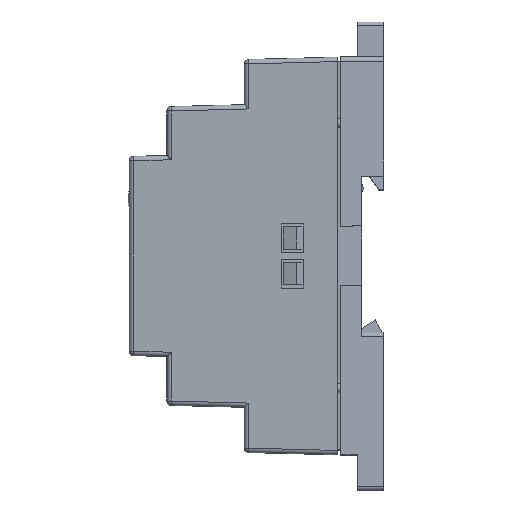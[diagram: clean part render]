
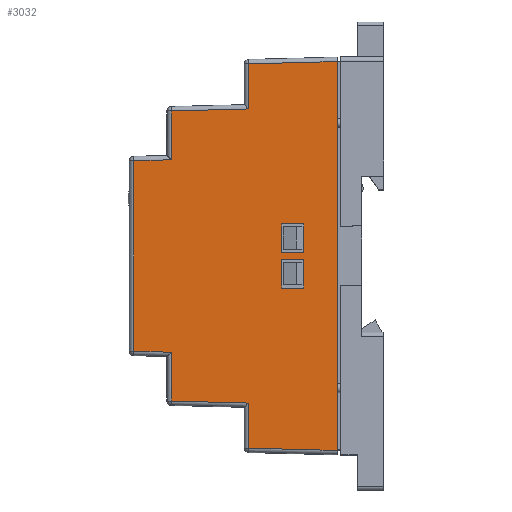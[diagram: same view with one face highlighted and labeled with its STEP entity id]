
A CAD part, left-side view. The second image highlights one B-rep face of the part: STEP entity #3032.
In plain terms, the highlighted face is planar.
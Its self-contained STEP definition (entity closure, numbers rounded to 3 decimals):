
#3032=ADVANCED_FACE('',(#16485,#16487,#16489),#16491,.T.);
#16485=FACE_BOUND('',#16486,.T.);
#16486=EDGE_LOOP('',(#28526,#28527,#28528,#28529,#28530,#28531,#28532,#28533,#28534,
#28535,#28536,#28537,#28538,#28539));
#16487=FACE_BOUND('',#16488,.T.);
#16488=EDGE_LOOP('',(#28540,#28541,#28542,#28543));
#16489=FACE_BOUND('',#16490,.T.);
#16490=EDGE_LOOP('',(#28544,#28545,#28546,#28547));
#16491=PLANE('',#16492);
#16492=AXIS2_PLACEMENT_3D('',#16493,#16494,#16495);
#16493=CARTESIAN_POINT('',(-18.481,-103.119,-44.357));
#16494=DIRECTION('',(-1.,0.009,0.));
#16495=DIRECTION('',(0.,0.,1.));
#28526=ORIENTED_EDGE('',*,*,#36694,.F.);
#28527=ORIENTED_EDGE('',*,*,#36695,.T.);
#28528=ORIENTED_EDGE('',*,*,#36696,.T.);
#28529=ORIENTED_EDGE('',*,*,#36697,.F.);
#28530=ORIENTED_EDGE('',*,*,#36698,.T.);
#28531=ORIENTED_EDGE('',*,*,#36699,.F.);
#28532=ORIENTED_EDGE('',*,*,#36700,.T.);
#28533=ORIENTED_EDGE('',*,*,#36032,.F.);
#28534=ORIENTED_EDGE('',*,*,#36701,.F.);
#28535=ORIENTED_EDGE('',*,*,#36702,.F.);
#28536=ORIENTED_EDGE('',*,*,#36703,.F.);
#28537=ORIENTED_EDGE('',*,*,#36704,.F.);
#28538=ORIENTED_EDGE('',*,*,#36705,.F.);
#28539=ORIENTED_EDGE('',*,*,#36706,.T.);
#28540=ORIENTED_EDGE('',*,*,#36707,.T.);
#28541=ORIENTED_EDGE('',*,*,#36708,.T.);
#28542=ORIENTED_EDGE('',*,*,#36709,.T.);
#28543=ORIENTED_EDGE('',*,*,#36710,.T.);
#28544=ORIENTED_EDGE('',*,*,#36711,.T.);
#28545=ORIENTED_EDGE('',*,*,#36712,.T.);
#28546=ORIENTED_EDGE('',*,*,#36713,.T.);
#28547=ORIENTED_EDGE('',*,*,#36714,.T.);
#36032=EDGE_CURVE('',#40771,#40769,#40773,.T.);
#36694=EDGE_CURVE('',#41774,#41775,#41776,.T.);
#36695=EDGE_CURVE('',#41774,#41777,#41778,.T.);
#36696=EDGE_CURVE('',#41777,#41779,#41780,.T.);
#36697=EDGE_CURVE('',#41781,#41779,#41782,.T.);
#36698=EDGE_CURVE('',#41781,#41783,#41784,.T.);
#36699=EDGE_CURVE('',#41785,#41783,#41786,.T.);
#36700=EDGE_CURVE('',#41785,#40769,#41787,.T.);
#36701=EDGE_CURVE('',#41788,#40771,#41789,.T.);
#36702=EDGE_CURVE('',#41790,#41788,#41791,.T.);
#36703=EDGE_CURVE('',#41792,#41790,#41793,.T.);
#36704=EDGE_CURVE('',#41794,#41792,#41795,.T.);
#36705=EDGE_CURVE('',#41796,#41794,#41797,.T.);
#36706=EDGE_CURVE('',#41796,#41775,#41798,.T.);
#36707=EDGE_CURVE('',#41799,#41800,#41801,.T.);
#36708=EDGE_CURVE('',#41800,#41802,#41803,.T.);
#36709=EDGE_CURVE('',#41802,#41804,#41805,.T.);
#36710=EDGE_CURVE('',#41804,#41799,#41806,.T.);
#36711=EDGE_CURVE('',#41807,#41808,#41809,.T.);
#36712=EDGE_CURVE('',#41808,#41810,#41811,.T.);
#36713=EDGE_CURVE('',#41810,#41812,#41813,.T.);
#36714=EDGE_CURVE('',#41812,#41807,#41814,.T.);
#40769=VERTEX_POINT('',#48777);
#40771=VERTEX_POINT('',#48782);
#40773=LINE('',#48787,#48788);
#41774=VERTEX_POINT('',#51133);
#41775=VERTEX_POINT('',#51134);
#41776=LINE('',#51135,#51136);
#41777=VERTEX_POINT('',#51138);
#41778=LINE('',#51139,#51140);
#41779=VERTEX_POINT('',#51142);
#41780=LINE('',#51143,#51144);
#41781=VERTEX_POINT('',#51146);
#41782=LINE('',#51147,#51148);
#41783=VERTEX_POINT('',#51150);
#41784=LINE('',#51151,#51152);
#41785=VERTEX_POINT('',#51154);
#41786=LINE('',#51155,#51156);
#41787=LINE('',#51158,#51159);
#41788=VERTEX_POINT('',#51161);
#41789=LINE('',#51162,#51163);
#41790=VERTEX_POINT('',#51165);
#41791=LINE('',#51166,#51167);
#41792=VERTEX_POINT('',#51169);
#41793=LINE('',#51170,#51171);
#41794=VERTEX_POINT('',#51173);
#41795=LINE('',#51174,#51175);
#41796=VERTEX_POINT('',#51177);
#41797=LINE('',#51178,#51179);
#41798=LINE('',#51181,#51182);
#41799=VERTEX_POINT('',#51184);
#41800=VERTEX_POINT('',#51185);
#41801=LINE('',#51186,#51187);
#41802=VERTEX_POINT('',#51189);
#41803=LINE('',#51190,#51191);
#41804=VERTEX_POINT('',#51193);
#41805=LINE('',#51194,#51195);
#41806=LINE('',#51197,#51198);
#41807=VERTEX_POINT('',#51200);
#41808=VERTEX_POINT('',#51201);
#41809=LINE('',#51202,#51203);
#41810=VERTEX_POINT('',#51205);
#41811=LINE('',#51206,#51207);
#41812=VERTEX_POINT('',#51209);
#41813=LINE('',#51210,#51211);
#41814=LINE('',#51213,#51214);
#48777=CARTESIAN_POINT('',(-17.141,50.508,22.196));
#48782=CARTESIAN_POINT('',(-17.141,50.508,-20.91));
#48787=CARTESIAN_POINT('',(-17.141,50.508,-20.91));
#48788=VECTOR('',#48789,1.);
#48789=DIRECTION('',(0.,0.,1.));
#51133=CARTESIAN_POINT('',(-17.542,4.499,-28.799));
#51134=CARTESIAN_POINT('',(-17.542,4.499,-29.772));
#51135=CARTESIAN_POINT('',(-17.542,4.499,-28.799));
#51136=VECTOR('',#51137,1.);
#51137=DIRECTION('',(0.,0.,-1.));
#51138=CARTESIAN_POINT('',(-17.542,4.499,44.643));
#51139=CARTESIAN_POINT('',(-17.542,4.499,-28.799));
#51140=VECTOR('',#51141,1.);
#51141=DIRECTION('',(0.,0.,1.));
#51142=CARTESIAN_POINT('',(-17.368,24.508,44.119));
#51143=CARTESIAN_POINT('',(-17.542,4.499,44.643));
#51144=VECTOR('',#51145,1.);
#51145=DIRECTION('',(0.009,1.,-0.026));
#51146=CARTESIAN_POINT('',(-17.368,24.508,33.919));
#51147=CARTESIAN_POINT('',(-17.368,24.508,33.919));
#51148=VECTOR('',#51149,1.);
#51149=DIRECTION('',(0.,0.,1.));
#51150=CARTESIAN_POINT('',(-17.215,42.008,33.46));
#51151=CARTESIAN_POINT('',(-17.368,24.508,33.919));
#51152=VECTOR('',#51153,1.);
#51153=DIRECTION('',(0.009,1.,-0.026));
#51154=CARTESIAN_POINT('',(-17.215,42.008,22.419));
#51155=CARTESIAN_POINT('',(-17.215,42.008,22.419));
#51156=VECTOR('',#51157,1.);
#51157=DIRECTION('',(0.,0.,1.));
#51158=CARTESIAN_POINT('',(-17.215,42.008,22.419));
#51159=VECTOR('',#51160,1.);
#51160=DIRECTION('',(0.009,1.,-0.026));
#51161=CARTESIAN_POINT('',(-17.215,42.008,-21.133));
#51162=CARTESIAN_POINT('',(-17.215,42.008,-21.133));
#51163=VECTOR('',#51164,1.);
#51164=DIRECTION('',(0.009,1.,0.026));
#51165=CARTESIAN_POINT('',(-17.215,42.008,-32.175));
#51166=CARTESIAN_POINT('',(-17.215,42.008,-32.175));
#51167=VECTOR('',#51168,1.);
#51168=DIRECTION('',(0.,0.,1.));
#51169=CARTESIAN_POINT('',(-17.368,24.508,-32.633));
#51170=CARTESIAN_POINT('',(-17.368,24.508,-32.633));
#51171=VECTOR('',#51172,1.);
#51172=DIRECTION('',(0.009,1.,0.026));
#51173=CARTESIAN_POINT('',(-17.368,24.508,-42.833));
#51174=CARTESIAN_POINT('',(-17.368,24.508,-42.833));
#51175=VECTOR('',#51176,1.);
#51176=DIRECTION('',(0.,0.,1.));
#51177=CARTESIAN_POINT('',(-17.542,4.499,-43.357));
#51178=CARTESIAN_POINT('',(-17.542,4.499,-43.357));
#51179=VECTOR('',#51180,1.);
#51180=DIRECTION('',(0.009,1.,0.026));
#51181=CARTESIAN_POINT('',(-17.542,4.499,-43.357));
#51182=VECTOR('',#51183,1.);
#51183=DIRECTION('',(0.,0.,1.));
#51184=CARTESIAN_POINT('',(-17.433,16.999,-6.607));
#51185=CARTESIAN_POINT('',(-17.433,16.999,-0.107));
#51186=CARTESIAN_POINT('',(-17.433,16.999,-6.607));
#51187=VECTOR('',#51188,1.);
#51188=DIRECTION('',(0.,0.,1.));
#51189=CARTESIAN_POINT('',(-17.477,11.999,-0.107));
#51190=CARTESIAN_POINT('',(-17.433,16.999,-0.107));
#51191=VECTOR('',#51192,1.);
#51192=DIRECTION('',(-0.009,-1.,0.));
#51193=CARTESIAN_POINT('',(-17.477,11.999,-6.607));
#51194=CARTESIAN_POINT('',(-17.477,11.999,-0.107));
#51195=VECTOR('',#51196,1.);
#51196=DIRECTION('',(0.,0.,-1.));
#51197=CARTESIAN_POINT('',(-17.477,11.999,-6.607));
#51198=VECTOR('',#51199,1.);
#51199=DIRECTION('',(0.009,1.,0.));
#51200=CARTESIAN_POINT('',(-17.433,16.999,1.393));
#51201=CARTESIAN_POINT('',(-17.433,16.999,7.893));
#51202=CARTESIAN_POINT('',(-17.433,16.999,1.393));
#51203=VECTOR('',#51204,1.);
#51204=DIRECTION('',(0.,0.,1.));
#51205=CARTESIAN_POINT('',(-17.477,11.999,7.893));
#51206=CARTESIAN_POINT('',(-17.433,16.999,7.893));
#51207=VECTOR('',#51208,1.);
#51208=DIRECTION('',(-0.009,-1.,0.));
#51209=CARTESIAN_POINT('',(-17.477,11.999,1.393));
#51210=CARTESIAN_POINT('',(-17.477,11.999,7.893));
#51211=VECTOR('',#51212,1.);
#51212=DIRECTION('',(0.,0.,-1.));
#51213=CARTESIAN_POINT('',(-17.477,11.999,1.393));
#51214=VECTOR('',#51215,1.);
#51215=DIRECTION('',(0.009,1.,0.));
